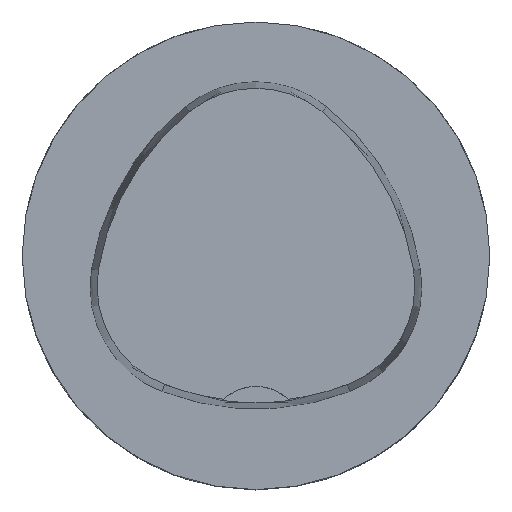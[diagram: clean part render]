
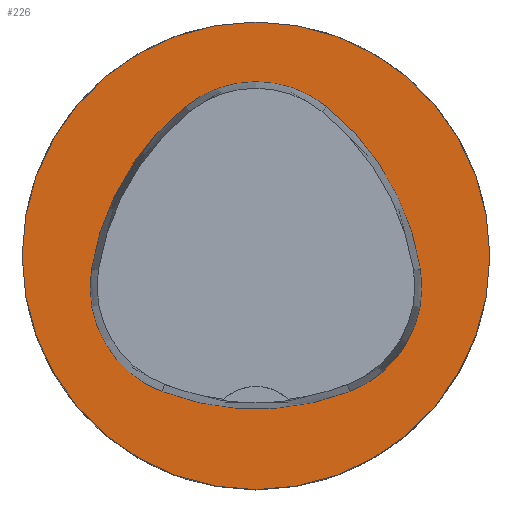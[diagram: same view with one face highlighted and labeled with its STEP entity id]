
A CAD part, top view. The second image highlights one B-rep face of the part: STEP entity #226.
In plain terms, the highlighted planar face has unit normal (0, 0, 1).
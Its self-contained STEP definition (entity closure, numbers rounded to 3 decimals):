
#226=ADVANCED_FACE('',(#431,#432),#270,.T.);
#270=PLANE('',#1241);
#431=FACE_BOUND('',#487,.T.);
#432=FACE_BOUND('',#488,.T.);
#487=EDGE_LOOP('',(#687,#688,#689,#690,#691,#692));
#488=EDGE_LOOP('',(#693));
#687=ORIENTED_EDGE('',*,*,#1005,.F.);
#688=ORIENTED_EDGE('',*,*,#1000,.F.);
#689=ORIENTED_EDGE('',*,*,#995,.F.);
#690=ORIENTED_EDGE('',*,*,#992,.F.);
#691=ORIENTED_EDGE('',*,*,#989,.F.);
#692=ORIENTED_EDGE('',*,*,#985,.F.);
#693=ORIENTED_EDGE('',*,*,#976,.T.);
#866=VERTEX_POINT('',#1946);
#875=VERTEX_POINT('',#1965);
#876=VERTEX_POINT('',#1966);
#879=VERTEX_POINT('',#1974);
#881=VERTEX_POINT('',#1980);
#883=VERTEX_POINT('',#1986);
#887=VERTEX_POINT('',#1999);
#976=EDGE_CURVE('',#866,#866,#1056,.T.);
#985=EDGE_CURVE('',#875,#876,#1057,.T.);
#989=EDGE_CURVE('',#876,#879,#1059,.T.);
#992=EDGE_CURVE('',#879,#881,#1061,.T.);
#995=EDGE_CURVE('',#881,#883,#1063,.T.);
#1000=EDGE_CURVE('',#883,#887,#1066,.T.);
#1005=EDGE_CURVE('',#887,#875,#1069,.T.);
#1056=CIRCLE('',#1213,25.);
#1057=CIRCLE('',#1219,28.);
#1059=CIRCLE('',#1222,12.);
#1061=CIRCLE('',#1225,28.);
#1063=CIRCLE('',#1228,12.);
#1066=CIRCLE('',#1232,28.);
#1069=CIRCLE('',#1236,12.);
#1213=AXIS2_PLACEMENT_3D('',#1945,#1450,#1451);
#1219=AXIS2_PLACEMENT_3D('',#1964,#1466,#1467);
#1222=AXIS2_PLACEMENT_3D('',#1973,#1474,#1475);
#1225=AXIS2_PLACEMENT_3D('',#1979,#1481,#1482);
#1228=AXIS2_PLACEMENT_3D('',#1985,#1488,#1489);
#1232=AXIS2_PLACEMENT_3D('',#1998,#1497,#1498);
#1236=AXIS2_PLACEMENT_3D('',#2011,#1506,#1507);
#1241=AXIS2_PLACEMENT_3D('',#2016,#1516,#1517);
#1450=DIRECTION('',(0.,0.,1.));
#1451=DIRECTION('',(1.,0.,0.));
#1466=DIRECTION('',(0.,0.,1.));
#1467=DIRECTION('',(1.,0.,0.));
#1474=DIRECTION('',(0.,0.,1.));
#1475=DIRECTION('',(1.,0.,0.));
#1481=DIRECTION('',(0.,0.,1.));
#1482=DIRECTION('',(1.,0.,0.));
#1488=DIRECTION('',(0.,0.,1.));
#1489=DIRECTION('',(1.,0.,0.));
#1497=DIRECTION('',(0.,0.,1.));
#1498=DIRECTION('',(1.,0.,0.));
#1506=DIRECTION('',(0.,0.,1.));
#1507=DIRECTION('',(1.,0.,0.));
#1516=DIRECTION('',(0.,0.,1.));
#1517=DIRECTION('',(-1.,0.,0.));
#1945=CARTESIAN_POINT('',(0.,0.,0.));
#1946=CARTESIAN_POINT('',(25.,0.,0.));
#1964=CARTESIAN_POINT('',(-10.068,-5.824,0.));
#1965=CARTESIAN_POINT('',(17.584,-1.424,0.));
#1966=CARTESIAN_POINT('',(7.531,15.953,0.));
#1973=CARTESIAN_POINT('',(-0.011,6.62,0.));
#1974=CARTESIAN_POINT('',(-7.567,15.942,0.));
#1979=CARTESIAN_POINT('',(10.063,-5.81,0.));
#1980=CARTESIAN_POINT('',(-17.59,-1.418,0.));
#1985=CARTESIAN_POINT('',(-5.739,-3.3,0.));
#1986=CARTESIAN_POINT('',(-10.05,-14.499,0.));
#1998=CARTESIAN_POINT('',(0.01,11.631,0.));
#1999=CARTESIAN_POINT('',(10.025,-14.516,0.));
#2011=CARTESIAN_POINT('',(5.733,-3.31,0.));
#2016=CARTESIAN_POINT('',(0.,0.,0.));
